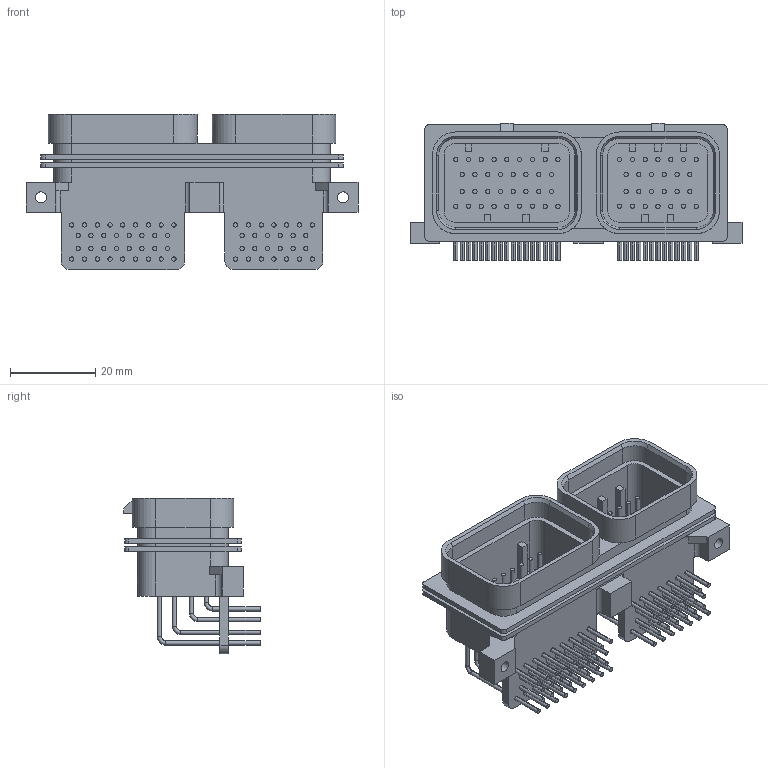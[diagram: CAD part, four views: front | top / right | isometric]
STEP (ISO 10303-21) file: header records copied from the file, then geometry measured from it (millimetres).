
FILE_DESCRIPTION((''),'2;1');
FILE_NAME('C-6473427-1','2011-07-15T',('workeradm'),(''),'PRO/ENGINEER BY PARAMETRIC TECHNOLOGY CORPORATION, 2010430','PRO/ENGINEER BY PARAMETRIC TECHNOLOGY CORPORATION, 2010430','');
FILE_SCHEMA(('AUTOMOTIVE_DESIGN { 1 0 10303 214 1 1 1 1 }'));
Length unit declared in the file: millimetre
Products named in the file (1): C-6473427-1
Bounding box: 78 x 32.15 x 36.5 mm (x, y, z)
Volume: 17288.5 mm3; surface area: 20742.7 mm2
Topology: 1 solids, 1 shells, 932 faces, 2140 edges, 1340 vertices
Faces by surface type: cylinder 540, plane 264, torus 120, cone 8
Entity records: 27039 total; most frequent: DIRECTION 5216, CARTESIAN_POINT 4414, ORIENTED_EDGE 4280, AXIS2_PLACEMENT_3D 2144, EDGE_CURVE 2140, VERTEX_POINT 1340, CIRCLE 1212, EDGE_LOOP 1186
